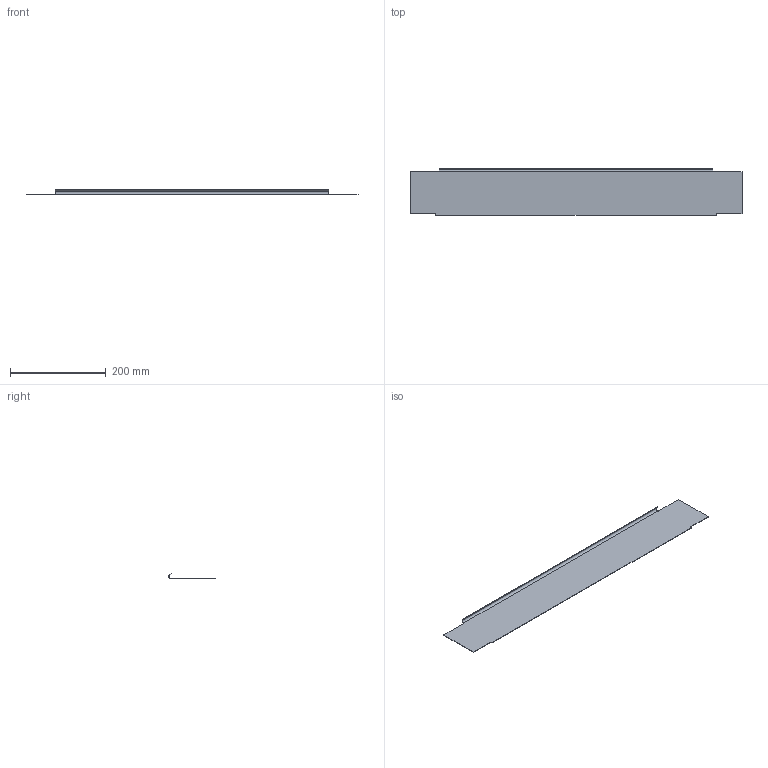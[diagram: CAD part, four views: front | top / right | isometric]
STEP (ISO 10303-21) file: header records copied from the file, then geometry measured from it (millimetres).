
FILE_DESCRIPTION (( 'STEP AP214' ), '1' );
FILE_NAME ('7111812.stp', '2016-07-15T07:45:54', ( '' ), ( '' ), 'SwSTEP 2.0', 'SolidWorks 2014', '' );
FILE_SCHEMA (( 'AUTOMOTIVE_DESIGN' ));
Length unit declared in the file: millimetre
Products named in the file (1): 7111812
Bounding box: 695 x 97 x 12.5 mm (x, y, z)
Volume: 72792.8 mm3; surface area: 147188.5 mm2
Topology: 1 solids, 1 shells, 28 faces, 70 edges, 44 vertices
Faces by surface type: plane 18, cylinder 8, bspline 2
Entity records: 870 total; most frequent: CARTESIAN_POINT 175, ORIENTED_EDGE 140, DIRECTION 132, EDGE_CURVE 70, VECTOR 46, LINE 46, VERTEX_POINT 44, AXIS2_PLACEMENT_3D 43
